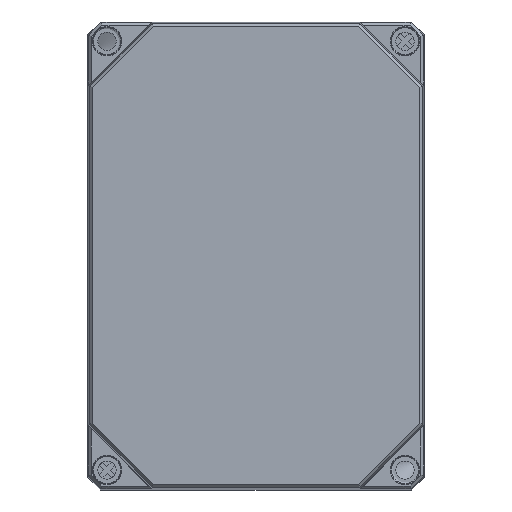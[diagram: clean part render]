
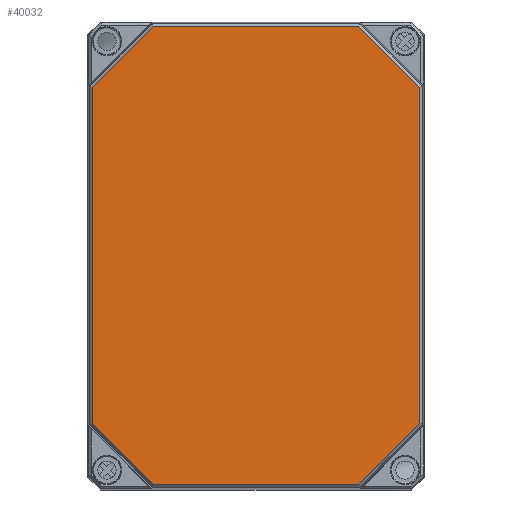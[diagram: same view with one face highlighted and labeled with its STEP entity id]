
A CAD part, top view. The second image highlights one B-rep face of the part: STEP entity #40032.
In plain terms, the highlighted planar face has unit normal (0, 0, 1).
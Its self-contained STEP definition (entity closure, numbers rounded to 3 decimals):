
#1204=PLANE('',#43568);
#4246=LINE('',#75588,#7332);
#4250=LINE('',#75594,#7336);
#4252=LINE('',#75598,#7338);
#4255=LINE('',#75603,#7341);
#4257=LINE('',#75607,#7343);
#4260=LINE('',#75612,#7346);
#4262=LINE('',#75616,#7348);
#4265=LINE('',#75620,#7351);
#7332=VECTOR('',#53072,10.);
#7336=VECTOR('',#53078,10.);
#7338=VECTOR('',#53082,10.);
#7341=VECTOR('',#53087,10.);
#7343=VECTOR('',#53091,10.);
#7346=VECTOR('',#53096,10.);
#7348=VECTOR('',#53100,10.);
#7351=VECTOR('',#53105,10.);
#10584=FACE_OUTER_BOUND('',#13197,.T.);
#13197=EDGE_LOOP('',(#36038,#36039,#36040,#36041,#36042,#36043,#36044,#36045));
#19438=VERTEX_POINT('',#75586);
#19439=VERTEX_POINT('',#75587);
#19440=VERTEX_POINT('',#75593);
#19441=VERTEX_POINT('',#75597);
#19442=VERTEX_POINT('',#75602);
#19443=VERTEX_POINT('',#75606);
#19444=VERTEX_POINT('',#75611);
#19445=VERTEX_POINT('',#75615);
#25020=EDGE_CURVE('',#19438,#19439,#4246,.T.);
#25024=EDGE_CURVE('',#19439,#19440,#4250,.T.);
#25026=EDGE_CURVE('',#19440,#19441,#4252,.T.);
#25029=EDGE_CURVE('',#19441,#19442,#4255,.T.);
#25031=EDGE_CURVE('',#19442,#19443,#4257,.T.);
#25034=EDGE_CURVE('',#19443,#19444,#4260,.T.);
#25036=EDGE_CURVE('',#19444,#19445,#4262,.T.);
#25039=EDGE_CURVE('',#19445,#19438,#4265,.T.);
#36038=ORIENTED_EDGE('',*,*,#25020,.F.);
#36039=ORIENTED_EDGE('',*,*,#25039,.F.);
#36040=ORIENTED_EDGE('',*,*,#25036,.F.);
#36041=ORIENTED_EDGE('',*,*,#25034,.F.);
#36042=ORIENTED_EDGE('',*,*,#25031,.F.);
#36043=ORIENTED_EDGE('',*,*,#25029,.F.);
#36044=ORIENTED_EDGE('',*,*,#25026,.F.);
#36045=ORIENTED_EDGE('',*,*,#25024,.F.);
#40032=ADVANCED_FACE('',(#10584),#1204,.T.);
#43568=AXIS2_PLACEMENT_3D('',#75641,#53120,#53121);
#53072=DIRECTION('',(1.,0.,0.));
#53078=DIRECTION('',(0.707,-0.707,0.));
#53082=DIRECTION('',(0.,-1.,0.));
#53087=DIRECTION('',(-0.707,-0.707,0.));
#53091=DIRECTION('',(-1.,0.,0.));
#53096=DIRECTION('',(-0.707,0.707,0.));
#53100=DIRECTION('',(0.,1.,0.));
#53105=DIRECTION('',(0.707,0.707,0.));
#53120=DIRECTION('center_axis',(0.,0.,1.));
#53121=DIRECTION('ref_axis',(1.,0.,0.));
#75586=CARTESIAN_POINT('',(-39.59,88.443,92.5));
#75587=CARTESIAN_POINT('',(39.59,88.443,92.5));
#75588=CARTESIAN_POINT('',(-30.,88.443,92.5));
#75593=CARTESIAN_POINT('',(63.193,64.84,92.5));
#75594=CARTESIAN_POINT('',(51.589,76.444,92.5));
#75597=CARTESIAN_POINT('',(63.193,-64.84,92.5));
#75598=CARTESIAN_POINT('',(63.193,42.625,92.5));
#75602=CARTESIAN_POINT('',(39.59,-88.443,92.5));
#75603=CARTESIAN_POINT('',(63.819,-64.214,92.5));
#75606=CARTESIAN_POINT('',(-39.59,-88.443,92.5));
#75607=CARTESIAN_POINT('',(30.,-88.443,92.5));
#75611=CARTESIAN_POINT('',(-63.193,-64.84,92.5));
#75612=CARTESIAN_POINT('',(-51.589,-76.444,92.5));
#75615=CARTESIAN_POINT('',(-63.193,64.84,92.5));
#75616=CARTESIAN_POINT('',(-63.193,-42.625,92.5));
#75620=CARTESIAN_POINT('',(-63.819,64.214,92.5));
#75641=CARTESIAN_POINT('Origin',(0.,0.,
92.5));
